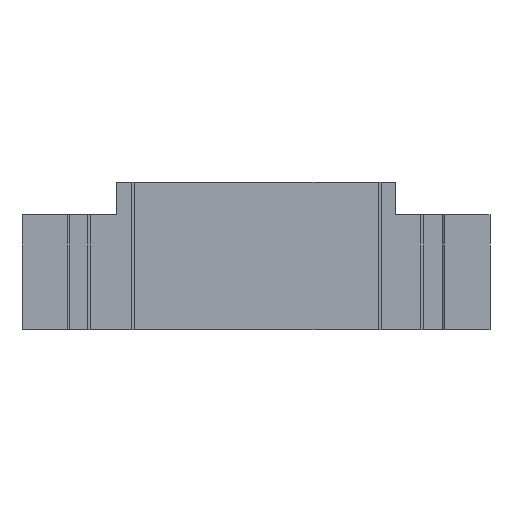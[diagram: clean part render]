
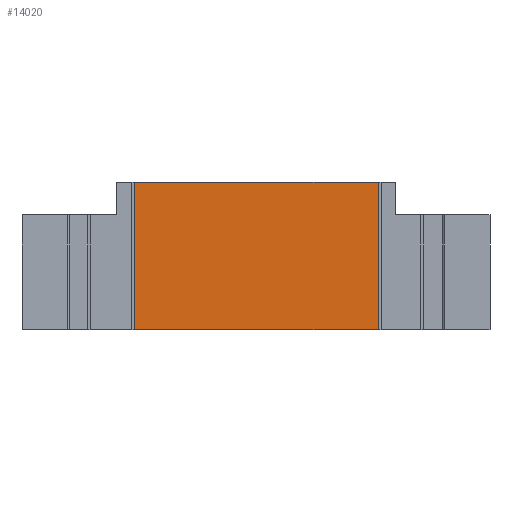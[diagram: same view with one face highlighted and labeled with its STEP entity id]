
A CAD part, front view. The second image highlights one B-rep face of the part: STEP entity #14020.
In plain terms, the highlighted planar face has unit normal (0, -1, 0).
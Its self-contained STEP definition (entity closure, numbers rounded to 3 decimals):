
#4931 = PLANE('',#4932);
#4932 = AXIS2_PLACEMENT_3D('',#4933,#4934,#4935);
#4933 = CARTESIAN_POINT('',(12.7,-59.9,5.));
#4934 = DIRECTION('',(0.,0.,1.));
#4935 = DIRECTION('',(0.,1.,0.));
#9433 = EDGE_CURVE('',#9434,#9436,#9438,.T.);
#9434 = VERTEX_POINT('',#9435);
#9435 = CARTESIAN_POINT('',(-8.25,-59.9,5.));
#9436 = VERTEX_POINT('',#9437);
#9437 = CARTESIAN_POINT('',(8.3,-59.9,5.));
#9438 = SURFACE_CURVE('',#9439,(#9443,#9450),.PCURVE_S1.);
#9439 = LINE('',#9440,#9441);
#9440 = CARTESIAN_POINT('',(-8.25,-59.9,5.));
#9441 = VECTOR('',#9442,1.);
#9442 = DIRECTION('',(1.,0.,0.));
#9443 = PCURVE('',#4931,#9444);
#9444 = DEFINITIONAL_REPRESENTATION('',(#9445),#9449);
#9445 = LINE('',#9446,#9447);
#9446 = CARTESIAN_POINT('',(0.,20.95));
#9447 = VECTOR('',#9448,1.);
#9448 = DIRECTION('',(0.,-1.));
#9449 = ( GEOMETRIC_REPRESENTATION_CONTEXT(2) 
PARAMETRIC_REPRESENTATION_CONTEXT() REPRESENTATION_CONTEXT('2D SPACE',''
  ) );
#9450 = PCURVE('',#9451,#9456);
#9451 = PLANE('',#9452);
#9452 = AXIS2_PLACEMENT_3D('',#9453,#9454,#9455);
#9453 = CARTESIAN_POINT('',(-9.5,-59.9,5.));
#9454 = DIRECTION('',(0.,1.,0.));
#9455 = DIRECTION('',(0.,0.,-1.));
#9456 = DEFINITIONAL_REPRESENTATION('',(#9457),#9461);
#9457 = LINE('',#9458,#9459);
#9458 = CARTESIAN_POINT('',(0.,-1.25));
#9459 = VECTOR('',#9460,1.);
#9460 = DIRECTION('',(0.,-1.));
#9461 = ( GEOMETRIC_REPRESENTATION_CONTEXT(2) 
PARAMETRIC_REPRESENTATION_CONTEXT() REPRESENTATION_CONTEXT('2D SPACE',''
  ) );
#9479 = PLANE('',#9480);
#9480 = AXIS2_PLACEMENT_3D('',#9481,#9482,#9483);
#9481 = CARTESIAN_POINT('',(8.3,-59.3,5.));
#9482 = DIRECTION('',(1.,0.,0.));
#9483 = DIRECTION('',(0.,0.,-1.));
#9778 = PLANE('',#9779);
#9779 = AXIS2_PLACEMENT_3D('',#9780,#9781,#9782);
#9780 = CARTESIAN_POINT('',(-8.25,-59.9,5.));
#9781 = DIRECTION('',(1.,0.,0.));
#9782 = DIRECTION('',(0.,0.,-1.));
#10911 = PLANE('',#10912);
#10912 = AXIS2_PLACEMENT_3D('',#10913,#10914,#10915);
#10913 = CARTESIAN_POINT('',(15.9,-60.,-5.));
#10914 = DIRECTION('',(0.,0.,-1.));
#10915 = DIRECTION('',(-1.,0.,0.));
#14020 = ADVANCED_FACE('',(#14021),#9451,.F.);
#14021 = FACE_BOUND('',#14022,.F.);
#14022 = EDGE_LOOP('',(#14023,#14046,#14069,#14090));
#14023 = ORIENTED_EDGE('',*,*,#14024,.T.);
#14024 = EDGE_CURVE('',#9436,#14025,#14027,.T.);
#14025 = VERTEX_POINT('',#14026);
#14026 = CARTESIAN_POINT('',(8.3,-59.9,-5.));
#14027 = SURFACE_CURVE('',#14028,(#14032,#14039),.PCURVE_S1.);
#14028 = LINE('',#14029,#14030);
#14029 = CARTESIAN_POINT('',(8.3,-59.9,-1.1));
#14030 = VECTOR('',#14031,1.);
#14031 = DIRECTION('',(0.,0.,-1.));
#14032 = PCURVE('',#9451,#14033);
#14033 = DEFINITIONAL_REPRESENTATION('',(#14034),#14038);
#14034 = LINE('',#14035,#14036);
#14035 = CARTESIAN_POINT('',(6.1,-17.8));
#14036 = VECTOR('',#14037,1.);
#14037 = DIRECTION('',(1.,0.));
#14038 = ( GEOMETRIC_REPRESENTATION_CONTEXT(2) 
PARAMETRIC_REPRESENTATION_CONTEXT() REPRESENTATION_CONTEXT('2D SPACE',''
  ) );
#14039 = PCURVE('',#9479,#14040);
#14040 = DEFINITIONAL_REPRESENTATION('',(#14041),#14045);
#14041 = LINE('',#14042,#14043);
#14042 = CARTESIAN_POINT('',(6.1,-0.6));
#14043 = VECTOR('',#14044,1.);
#14044 = DIRECTION('',(1.,0.));
#14045 = ( GEOMETRIC_REPRESENTATION_CONTEXT(2) 
PARAMETRIC_REPRESENTATION_CONTEXT() REPRESENTATION_CONTEXT('2D SPACE',''
  ) );
#14046 = ORIENTED_EDGE('',*,*,#14047,.F.);
#14047 = EDGE_CURVE('',#14048,#14025,#14050,.T.);
#14048 = VERTEX_POINT('',#14049);
#14049 = CARTESIAN_POINT('',(-8.25,-59.9,-5.));
#14050 = SURFACE_CURVE('',#14051,(#14055,#14062),.PCURVE_S1.);
#14051 = LINE('',#14052,#14053);
#14052 = CARTESIAN_POINT('',(-12.7,-59.9,-5.));
#14053 = VECTOR('',#14054,1.);
#14054 = DIRECTION('',(1.,0.,0.));
#14055 = PCURVE('',#9451,#14056);
#14056 = DEFINITIONAL_REPRESENTATION('',(#14057),#14061);
#14057 = LINE('',#14058,#14059);
#14058 = CARTESIAN_POINT('',(10.,3.2));
#14059 = VECTOR('',#14060,1.);
#14060 = DIRECTION('',(0.,-1.));
#14061 = ( GEOMETRIC_REPRESENTATION_CONTEXT(2) 
PARAMETRIC_REPRESENTATION_CONTEXT() REPRESENTATION_CONTEXT('2D SPACE',''
  ) );
#14062 = PCURVE('',#10911,#14063);
#14063 = DEFINITIONAL_REPRESENTATION('',(#14064),#14068);
#14064 = LINE('',#14065,#14066);
#14065 = CARTESIAN_POINT('',(28.6,0.1));
#14066 = VECTOR('',#14067,1.);
#14067 = DIRECTION('',(-1.,0.));
#14068 = ( GEOMETRIC_REPRESENTATION_CONTEXT(2) 
PARAMETRIC_REPRESENTATION_CONTEXT() REPRESENTATION_CONTEXT('2D SPACE',''
  ) );
#14069 = ORIENTED_EDGE('',*,*,#14070,.F.);
#14070 = EDGE_CURVE('',#9434,#14048,#14071,.T.);
#14071 = SURFACE_CURVE('',#14072,(#14076,#14083),.PCURVE_S1.);
#14072 = LINE('',#14073,#14074);
#14073 = CARTESIAN_POINT('',(-8.25,-59.9,5.));
#14074 = VECTOR('',#14075,1.);
#14075 = DIRECTION('',(0.,0.,-1.));
#14076 = PCURVE('',#9451,#14077);
#14077 = DEFINITIONAL_REPRESENTATION('',(#14078),#14082);
#14078 = LINE('',#14079,#14080);
#14079 = CARTESIAN_POINT('',(0.,-1.25));
#14080 = VECTOR('',#14081,1.);
#14081 = DIRECTION('',(1.,0.));
#14082 = ( GEOMETRIC_REPRESENTATION_CONTEXT(2) 
PARAMETRIC_REPRESENTATION_CONTEXT() REPRESENTATION_CONTEXT('2D SPACE',''
  ) );
#14083 = PCURVE('',#9778,#14084);
#14084 = DEFINITIONAL_REPRESENTATION('',(#14085),#14089);
#14085 = LINE('',#14086,#14087);
#14086 = CARTESIAN_POINT('',(0.,0.));
#14087 = VECTOR('',#14088,1.);
#14088 = DIRECTION('',(1.,0.));
#14089 = ( GEOMETRIC_REPRESENTATION_CONTEXT(2) 
PARAMETRIC_REPRESENTATION_CONTEXT() REPRESENTATION_CONTEXT('2D SPACE',''
  ) );
#14090 = ORIENTED_EDGE('',*,*,#9433,.T.);
